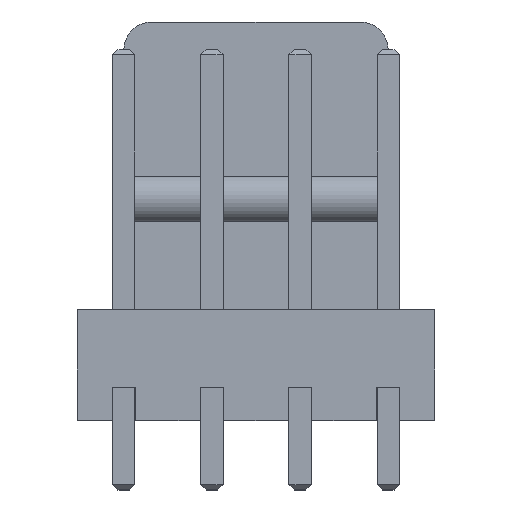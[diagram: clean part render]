
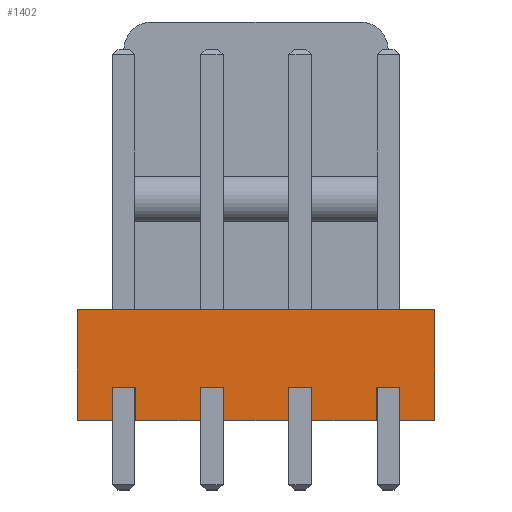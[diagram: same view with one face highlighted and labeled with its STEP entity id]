
A CAD part, top view. The second image highlights one B-rep face of the part: STEP entity #1402.
In plain terms, the highlighted planar face has unit normal (0, 0, 1).
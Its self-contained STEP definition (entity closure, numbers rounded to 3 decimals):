
#59=FACE_OUTER_BOUND('',#145,.T.);
#145=EDGE_LOOP('',(#1036,#1037,#1038,#1039,#1040,#1041,#1042,#1043,#1044,
#1045,#1046,#1047,#1048,#1049,#1050,#1051,#1052,#1053,#1054,#1055));
#207=LINE('',#1956,#397);
#209=LINE('',#1962,#399);
#212=LINE('',#1967,#402);
#217=LINE('',#1977,#407);
#219=LINE('',#1983,#409);
#222=LINE('',#1988,#412);
#225=LINE('',#1995,#415);
#231=LINE('',#2007,#421);
#233=LINE('',#2010,#423);
#235=LINE('',#2016,#425);
#241=LINE('',#2028,#431);
#243=LINE('',#2031,#433);
#256=LINE('',#2059,#446);
#258=LINE('',#2062,#448);
#259=LINE('',#2064,#449);
#260=LINE('',#2066,#450);
#262=LINE('',#2070,#452);
#278=LINE('',#2110,#468);
#279=LINE('',#2113,#469);
#280=LINE('',#2114,#470);
#397=VECTOR('',#1578,10.);
#399=VECTOR('',#1582,10.);
#402=VECTOR('',#1587,10.);
#407=VECTOR('',#1594,10.);
#409=VECTOR('',#1598,10.);
#412=VECTOR('',#1603,10.);
#415=VECTOR('',#1608,10.);
#421=VECTOR('',#1616,10.);
#423=VECTOR('',#1620,10.);
#425=VECTOR('',#1624,10.);
#431=VECTOR('',#1632,10.);
#433=VECTOR('',#1636,10.);
#446=VECTOR('',#1657,10.);
#448=VECTOR('',#1661,10.);
#449=VECTOR('',#1664,10.);
#450=VECTOR('',#1667,10.);
#452=VECTOR('',#1671,10.);
#468=VECTOR('',#1713,10.);
#469=VECTOR('',#1716,10.);
#470=VECTOR('',#1717,10.);
#585=VERTEX_POINT('',#1950);
#587=VERTEX_POINT('',#1954);
#588=VERTEX_POINT('',#1958);
#590=VERTEX_POINT('',#1961);
#593=VERTEX_POINT('',#1971);
#595=VERTEX_POINT('',#1975);
#596=VERTEX_POINT('',#1979);
#598=VERTEX_POINT('',#1982);
#600=VERTEX_POINT('',#1991);
#602=VERTEX_POINT('',#1994);
#605=VERTEX_POINT('',#2001);
#607=VERTEX_POINT('',#2005);
#608=VERTEX_POINT('',#2012);
#610=VERTEX_POINT('',#2015);
#613=VERTEX_POINT('',#2022);
#615=VERTEX_POINT('',#2026);
#626=VERTEX_POINT('',#2058);
#627=VERTEX_POINT('',#2068);
#638=VERTEX_POINT('',#2108);
#639=VERTEX_POINT('',#2112);
#707=EDGE_CURVE('',#585,#587,#207,.T.);
#709=EDGE_CURVE('',#590,#588,#209,.T.);
#712=EDGE_CURVE('',#587,#590,#212,.T.);
#717=EDGE_CURVE('',#593,#595,#217,.T.);
#719=EDGE_CURVE('',#598,#596,#219,.T.);
#722=EDGE_CURVE('',#595,#598,#222,.T.);
#725=EDGE_CURVE('',#602,#600,#225,.T.);
#731=EDGE_CURVE('',#605,#607,#231,.T.);
#733=EDGE_CURVE('',#607,#602,#233,.T.);
#735=EDGE_CURVE('',#610,#608,#235,.T.);
#741=EDGE_CURVE('',#613,#615,#241,.T.);
#743=EDGE_CURVE('',#615,#610,#243,.T.);
#758=EDGE_CURVE('',#605,#626,#256,.T.);
#760=EDGE_CURVE('',#593,#600,#258,.T.);
#761=EDGE_CURVE('',#613,#596,#259,.T.);
#762=EDGE_CURVE('',#585,#608,#260,.T.);
#764=EDGE_CURVE('',#627,#588,#262,.T.);
#784=EDGE_CURVE('',#627,#638,#278,.T.);
#785=EDGE_CURVE('',#639,#638,#279,.T.);
#786=EDGE_CURVE('',#626,#639,#280,.T.);
#1036=ORIENTED_EDGE('',*,*,#709,.T.);
#1037=ORIENTED_EDGE('',*,*,#764,.F.);
#1038=ORIENTED_EDGE('',*,*,#784,.T.);
#1039=ORIENTED_EDGE('',*,*,#785,.F.);
#1040=ORIENTED_EDGE('',*,*,#786,.F.);
#1041=ORIENTED_EDGE('',*,*,#758,.F.);
#1042=ORIENTED_EDGE('',*,*,#731,.T.);
#1043=ORIENTED_EDGE('',*,*,#733,.T.);
#1044=ORIENTED_EDGE('',*,*,#725,.T.);
#1045=ORIENTED_EDGE('',*,*,#760,.F.);
#1046=ORIENTED_EDGE('',*,*,#717,.T.);
#1047=ORIENTED_EDGE('',*,*,#722,.T.);
#1048=ORIENTED_EDGE('',*,*,#719,.T.);
#1049=ORIENTED_EDGE('',*,*,#761,.F.);
#1050=ORIENTED_EDGE('',*,*,#741,.T.);
#1051=ORIENTED_EDGE('',*,*,#743,.T.);
#1052=ORIENTED_EDGE('',*,*,#735,.T.);
#1053=ORIENTED_EDGE('',*,*,#762,.F.);
#1054=ORIENTED_EDGE('',*,*,#707,.T.);
#1055=ORIENTED_EDGE('',*,*,#712,.T.);
#1316=PLANE('',#1512);
#1402=ADVANCED_FACE('',(#59),#1316,.T.);
#1512=AXIS2_PLACEMENT_3D('',#2111,#1714,#1715);
#1578=DIRECTION('',(0.,1.,0.));
#1582=DIRECTION('',(0.,-1.,0.));
#1587=DIRECTION('',(1.,0.,0.));
#1594=DIRECTION('',(0.,1.,0.));
#1598=DIRECTION('',(0.,-1.,0.));
#1603=DIRECTION('',(1.,0.,0.));
#1608=DIRECTION('',(0.,-1.,0.));
#1616=DIRECTION('',(0.,1.,0.));
#1620=DIRECTION('',(1.,0.,0.));
#1624=DIRECTION('',(0.,-1.,0.));
#1632=DIRECTION('',(0.,1.,0.));
#1636=DIRECTION('',(1.,0.,0.));
#1657=DIRECTION('',(-1.,0.,0.));
#1661=DIRECTION('',(-1.,0.,0.));
#1664=DIRECTION('',(-1.,0.,0.));
#1667=DIRECTION('',(-1.,0.,0.));
#1671=DIRECTION('',(-1.,0.,0.));
#1713=DIRECTION('',(0.,1.,0.));
#1714=DIRECTION('center_axis',(0.,0.,1.));
#1715=DIRECTION('ref_axis',(1.,0.,0.));
#1716=DIRECTION('',(1.,0.,0.));
#1717=DIRECTION('',(0.,1.,0.));
#1950=CARTESIAN_POINT('',(3.47,0.,3.2));
#1954=CARTESIAN_POINT('',(3.47,0.95,3.2));
#1956=CARTESIAN_POINT('',(3.47,0.,3.2));
#1958=CARTESIAN_POINT('',(4.15,0.,3.2));
#1961=CARTESIAN_POINT('',(4.15,0.95,3.2));
#1962=CARTESIAN_POINT('',(4.15,0.,3.2));
#1967=CARTESIAN_POINT('',(-0.675,0.95,3.2));
#1971=CARTESIAN_POINT('',(-1.61,0.,3.2));
#1975=CARTESIAN_POINT('',(-1.61,0.95,3.2));
#1977=CARTESIAN_POINT('',(-1.61,0.,3.2));
#1979=CARTESIAN_POINT('',(-0.93,0.,3.2));
#1982=CARTESIAN_POINT('',(-0.93,0.95,3.2));
#1983=CARTESIAN_POINT('',(-0.93,0.,3.2));
#1988=CARTESIAN_POINT('',(-3.215,0.95,3.2));
#1991=CARTESIAN_POINT('',(-3.47,0.,3.2));
#1994=CARTESIAN_POINT('',(-3.47,0.95,3.2));
#1995=CARTESIAN_POINT('',(-3.47,0.,3.2));
#2001=CARTESIAN_POINT('',(-4.15,0.,3.2));
#2005=CARTESIAN_POINT('',(-4.15,0.95,3.2));
#2007=CARTESIAN_POINT('',(-4.15,0.,3.2));
#2010=CARTESIAN_POINT('',(-4.485,0.95,3.2));
#2012=CARTESIAN_POINT('',(1.61,0.,3.2));
#2015=CARTESIAN_POINT('',(1.61,0.95,3.2));
#2016=CARTESIAN_POINT('',(1.61,0.,3.2));
#2022=CARTESIAN_POINT('',(0.93,0.,3.2));
#2026=CARTESIAN_POINT('',(0.93,0.95,3.2));
#2028=CARTESIAN_POINT('',(0.93,0.,3.2));
#2031=CARTESIAN_POINT('',(-1.945,0.95,3.2));
#2058=CARTESIAN_POINT('',(-5.16,0.,3.2));
#2059=CARTESIAN_POINT('',(5.16,0.,3.2));
#2062=CARTESIAN_POINT('',(5.16,0.,3.2));
#2064=CARTESIAN_POINT('',(5.16,0.,3.2));
#2066=CARTESIAN_POINT('',(5.16,0.,3.2));
#2068=CARTESIAN_POINT('',(5.16,0.,3.2));
#2070=CARTESIAN_POINT('',(5.16,0.,3.2));
#2108=CARTESIAN_POINT('',(5.16,3.2,3.2));
#2110=CARTESIAN_POINT('',(5.16,0.,3.2));
#2111=CARTESIAN_POINT('Origin',(-5.16,0.,3.2));
#2112=CARTESIAN_POINT('',(-5.16,3.2,3.2));
#2113=CARTESIAN_POINT('',(5.16,3.2,3.2));
#2114=CARTESIAN_POINT('',(-5.16,0.,3.2));
